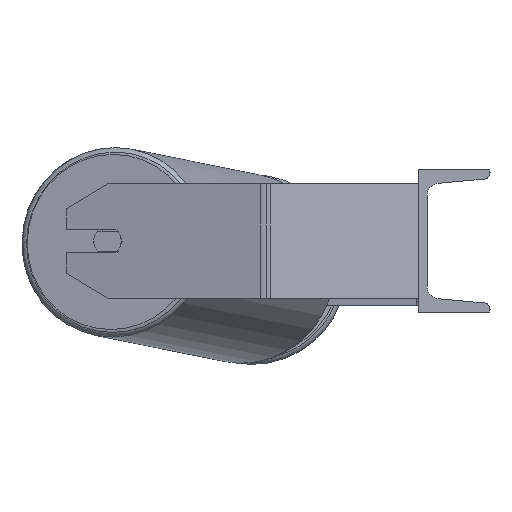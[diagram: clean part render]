
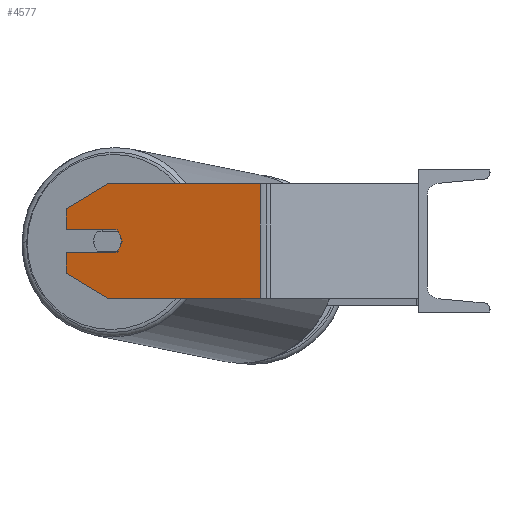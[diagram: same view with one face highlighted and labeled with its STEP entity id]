
A CAD part, left-side view. The second image highlights one B-rep face of the part: STEP entity #4577.
In plain terms, the highlighted planar face has unit normal (-0.966, 0.259, 0).
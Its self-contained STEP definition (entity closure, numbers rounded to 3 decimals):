
#84 = CARTESIAN_POINT ( 'NONE',  ( -603.049, 110.991, -40. ) ) ;
#291 = VERTEX_POINT ( 'NONE', #4221 ) ;
#332 = VECTOR ( 'NONE', #717, 1000. ) ;
#472 = CARTESIAN_POINT ( 'NONE',  ( -575.863, 212.449, -8. ) ) ;
#636 = VERTEX_POINT ( 'NONE', #3933 ) ;
#716 = DIRECTION ( 'NONE',  ( -0.259, -0.966, 0. ) ) ;
#717 = DIRECTION ( 'NONE',  ( 0., 0., -1. ) ) ;
#813 = CARTESIAN_POINT ( 'NONE',  ( -603.049, 110.991, 40. ) ) ;
#851 = DIRECTION ( 'NONE',  ( 0.259, 0.966, 0. ) ) ;
#880 = ORIENTED_EDGE ( 'NONE', *, *, #4125, .T. ) ;
#898 = VECTOR ( 'NONE', #5550, 1000. ) ;
#1039 = ORIENTED_EDGE ( 'NONE', *, *, #3384, .F. ) ;
#1047 = DIRECTION ( 'NONE',  ( -0.966, 0.259, 0. ) ) ;
#1065 = ORIENTED_EDGE ( 'NONE', *, *, #1463, .F. ) ;
#1269 = EDGE_CURVE ( 'NONE', #291, #2613, #2752, .T. ) ;
#1303 = CARTESIAN_POINT ( 'NONE',  ( -566.545, 247.222, -40. ) ) ;
#1463 = EDGE_CURVE ( 'NONE', #2790, #636, #3399, .T. ) ;
#1920 = CARTESIAN_POINT ( 'NONE',  ( -566.545, 247.222, 40. ) ) ;
#2014 = ORIENTED_EDGE ( 'NONE', *, *, #7285, .T. ) ;
#2294 = LINE ( 'NONE', #813, #3193 ) ;
#2321 = VERTEX_POINT ( 'NONE', #4983 ) ;
#2330 = ORIENTED_EDGE ( 'NONE', *, *, #8332, .F. ) ;
#2418 = VERTEX_POINT ( 'NONE', #5883 ) ;
#2613 = VERTEX_POINT ( 'NONE', #3356 ) ;
#2693 = VECTOR ( 'NONE', #5473, 1000. ) ;
#2752 = LINE ( 'NONE', #5571, #332 ) ;
#2790 = VERTEX_POINT ( 'NONE', #3386 ) ;
#2805 = CARTESIAN_POINT ( 'NONE',  ( -566.545, 247.222, 22.679 ) ) ;
#2899 = LINE ( 'NONE', #2805, #6560 ) ;
#3086 = DIRECTION ( 'NONE',  ( 0.966, -0.259, 0. ) ) ;
#3193 = VECTOR ( 'NONE', #5762, 1000. ) ;
#3258 = CARTESIAN_POINT ( 'NONE',  ( -574.31, 218.245, -40. ) ) ;
#3319 = ORIENTED_EDGE ( 'NONE', *, *, #5215, .F. ) ;
#3353 = LINE ( 'NONE', #1303, #6049 ) ;
#3356 = CARTESIAN_POINT ( 'NONE',  ( -566.545, 247.222, -22.679 ) ) ;
#3384 = EDGE_CURVE ( 'NONE', #2418, #6999, #6095, .T. ) ;
#3386 = CARTESIAN_POINT ( 'NONE',  ( -574.31, 218.245, 40. ) ) ;
#3399 = LINE ( 'NONE', #1920, #2693 ) ;
#3461 = LINE ( 'NONE', #9082, #4710 ) ;
#3525 = EDGE_LOOP ( 'NONE', ( #8670, #6520, #2014, #3853, #1065, #5347, #880, #2330, #1039, #3319, #8419 ) ) ;
#3594 = VERTEX_POINT ( 'NONE', #4749 ) ;
#3785 = DIRECTION ( 'NONE',  ( 0.259, 0.966, 0. ) ) ;
#3853 = ORIENTED_EDGE ( 'NONE', *, *, #4791, .F. ) ;
#3933 = CARTESIAN_POINT ( 'NONE',  ( -603.049, 110.991, 40. ) ) ;
#4125 = EDGE_CURVE ( 'NONE', #2321, #3594, #4447, .T. ) ;
#4221 = CARTESIAN_POINT ( 'NONE',  ( -566.545, 247.222, -8. ) ) ;
#4346 = CARTESIAN_POINT ( 'NONE',  ( -574.31, 218.245, 0. ) ) ;
#4376 = LINE ( 'NONE', #7179, #5769 ) ;
#4447 = LINE ( 'NONE', #5237, #7889 ) ;
#4577 = ADVANCED_FACE ( 'NONE', ( #7372 ), #5263, .F. ) ;
#4617 = VERTEX_POINT ( 'NONE', #84 ) ;
#4633 = EDGE_CURVE ( 'NONE', #2790, #2321, #2899, .T. ) ;
#4658 = AXIS2_PLACEMENT_3D ( 'NONE', #7967, #3086, #3785 ) ;
#4710 = VECTOR ( 'NONE', #716, 1000. ) ;
#4749 = CARTESIAN_POINT ( 'NONE',  ( -566.545, 247.222, 8. ) ) ;
#4791 = EDGE_CURVE ( 'NONE', #636, #4617, #2294, .T. ) ;
#4797 = CARTESIAN_POINT ( 'NONE',  ( -575.863, 212.449, 8. ) ) ;
#4983 = CARTESIAN_POINT ( 'NONE',  ( -566.545, 247.222, 22.679 ) ) ;
#4999 = AXIS2_PLACEMENT_3D ( 'NONE', #4346, #6377, #5774 ) ;
#5033 = DIRECTION ( 'NONE',  ( 0.224, 0.837, -0.5 ) ) ;
#5065 = DIRECTION ( 'NONE',  ( 0., 0., -1. ) ) ;
#5215 = EDGE_CURVE ( 'NONE', #8779, #2418, #5436, .T. ) ;
#5237 = CARTESIAN_POINT ( 'NONE',  ( -566.545, 247.222, 40. ) ) ;
#5263 = PLANE ( 'NONE',  #4658 ) ;
#5305 = DIRECTION ( 'NONE',  ( -0.259, -0.966, 0. ) ) ;
#5347 = ORIENTED_EDGE ( 'NONE', *, *, #4633, .T. ) ;
#5436 = CIRCLE ( 'NONE', #4999, 10. ) ;
#5458 = LINE ( 'NONE', #6143, #898 ) ;
#5473 = DIRECTION ( 'NONE',  ( -0.259, -0.966, 0. ) ) ;
#5550 = DIRECTION ( 'NONE',  ( -0.224, -0.837, -0.5 ) ) ;
#5571 = CARTESIAN_POINT ( 'NONE',  ( -566.545, 247.222, 40. ) ) ;
#5762 = DIRECTION ( 'NONE',  ( 0., 0., -1. ) ) ;
#5769 = VECTOR ( 'NONE', #851, 1000. ) ;
#5774 = DIRECTION ( 'NONE',  ( -0.259, -0.966, 0. ) ) ;
#5883 = CARTESIAN_POINT ( 'NONE',  ( -576.898, 208.585, 0. ) ) ;
#6043 = EDGE_CURVE ( 'NONE', #291, #8779, #3461, .T. ) ;
#6049 = VECTOR ( 'NONE', #8187, 1000. ) ;
#6095 = CIRCLE ( 'NONE', #7270, 10. ) ;
#6143 = CARTESIAN_POINT ( 'NONE',  ( -574.31, 218.245, -40. ) ) ;
#6377 = DIRECTION ( 'NONE',  ( -0.966, 0.259, 0. ) ) ;
#6398 = VERTEX_POINT ( 'NONE', #3258 ) ;
#6520 = ORIENTED_EDGE ( 'NONE', *, *, #8775, .T. ) ;
#6560 = VECTOR ( 'NONE', #5033, 1000. ) ;
#6999 = VERTEX_POINT ( 'NONE', #4797 ) ;
#7179 = CARTESIAN_POINT ( 'NONE',  ( -566.545, 247.222, 8. ) ) ;
#7270 = AXIS2_PLACEMENT_3D ( 'NONE', #7917, #1047, #5305 ) ;
#7285 = EDGE_CURVE ( 'NONE', #6398, #4617, #3353, .T. ) ;
#7372 = FACE_OUTER_BOUND ( 'NONE', #3525, .T. ) ;
#7889 = VECTOR ( 'NONE', #5065, 1000. ) ;
#7917 = CARTESIAN_POINT ( 'NONE',  ( -574.31, 218.245, 0. ) ) ;
#7967 = CARTESIAN_POINT ( 'NONE',  ( -566.545, 247.222, 40. ) ) ;
#8187 = DIRECTION ( 'NONE',  ( -0.259, -0.966, 0. ) ) ;
#8332 = EDGE_CURVE ( 'NONE', #6999, #3594, #4376, .T. ) ;
#8419 = ORIENTED_EDGE ( 'NONE', *, *, #6043, .F. ) ;
#8670 = ORIENTED_EDGE ( 'NONE', *, *, #1269, .T. ) ;
#8775 = EDGE_CURVE ( 'NONE', #2613, #6398, #5458, .T. ) ;
#8779 = VERTEX_POINT ( 'NONE', #472 ) ;
#9082 = CARTESIAN_POINT ( 'NONE',  ( -575.863, 212.449, -8. ) ) ;
